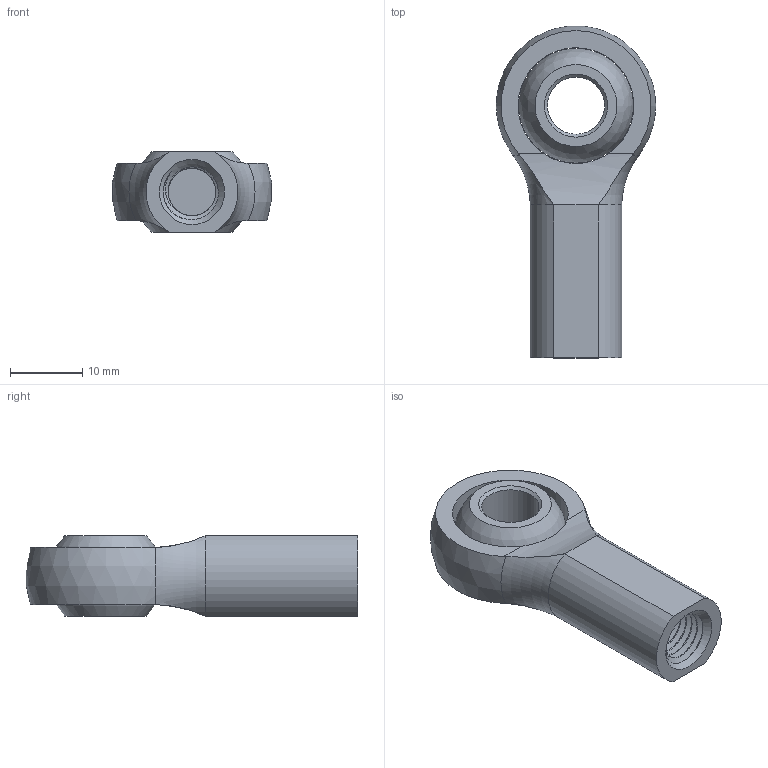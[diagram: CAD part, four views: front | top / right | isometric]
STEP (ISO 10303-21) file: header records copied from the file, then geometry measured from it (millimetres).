
FILE_DESCRIPTION(/* description */ (''),/* implementation_level */ '2;1');
FILE_NAME(/* name */ 'ROD.END - 5_16-24_.stp',/* time_stamp */ '2023-04-23T12:06:44-04:00',/* author */ ('jjdbr'),/* organization */ (''),/* preprocessor_version */ 'ST-DEVELOPER v19',/* originating_system */ 'Autodesk Inventor 2023',/* authorisation */ '');
FILE_SCHEMA (('AUTOMOTIVE_DESIGN { 1 0 10303 214 3 1 1 }'));
Length unit declared in the file: millimetre
Products named in the file (1): ROD.END - 5/16-24"
Bounding box: 22.06 x 45.96 x 11.11 mm (x, y, z)
Volume: 4867.2 mm3; surface area: 3842.1 mm2
Topology: 2 solids, 2 shells, 57 faces, 155 edges, 101 vertices
Faces by surface type: cylinder 39, plane 8, cone 4, sphere 2, torus 2, bspline 2
Full cylindrical faces by diameter (mm): 6.574 x14, 7.938 x1, 7.95 x15, 16.034 x1
Entity records: 5391 total; most frequent: CARTESIAN_POINT 4026, ORIENTED_EDGE 310, DIRECTION 219, EDGE_CURVE 155, VERTEX_POINT 101, AXIS2_PLACEMENT_3D 85, B_SPLINE_CURVE_WITH_KNOTS 77, EDGE_LOOP 60
